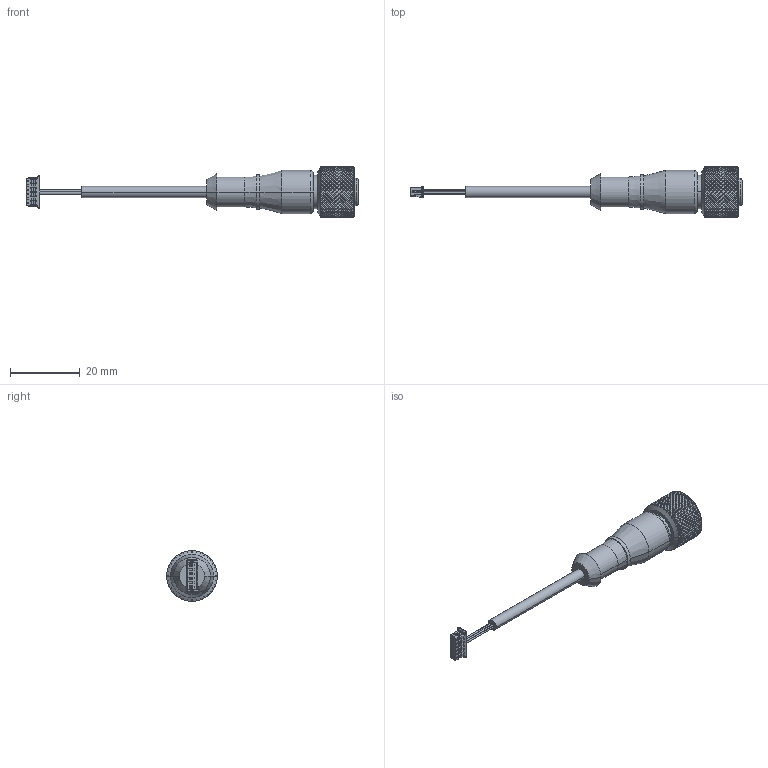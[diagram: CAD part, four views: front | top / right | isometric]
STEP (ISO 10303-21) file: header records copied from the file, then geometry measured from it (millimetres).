
FILE_DESCRIPTION((''),'2;1');
FILE_NAME('212606_ASM','2019-06-28T14:23:14',('pdmadmin'),('BANNER ENGINEERING'),'CREO PARAMETRIC BY PTC INC, 2018300','CREO PARAMETRIC BY PTC INC, 2018300','');
FILE_SCHEMA(('CONFIG_CONTROL_DESIGN'));
Length unit declared in the file: millimetre
Products named in the file (13): 134203; 134568; 145997_HSG; 306-00249; 307-00176; 145997_ASM; 134569; 153391_ASM; 29881_GENERIC_AF0; 211481_211295; 211481_211537_ASM; 211481_ASM; 212606_ASM
Assembly tree (15 placements, depth 5):
  212606_ASM
    211481_ASM
      153391_ASM
        134203
        134568
        145997_ASM
          145997_HSG
          306-00249  x4
          307-00176
        134569
      29881_GENERIC_AF0
      211481_211537_ASM
        211481_211295
Bounding box: 95.33 x 14.5 x 14.5 mm (x, y, z)
Volume: 3837.9 mm3; surface area: 5736.5 mm2
Topology: 11 solids, 11 shells, 4245 faces, 9263 edges, 5078 vertices
Faces by surface type: bspline 2557, cylinder 866, plane 771, torus 35, cone 14, sphere 2
Entity records: 211800 total; most frequent: CARTESIAN_POINT 144595, ORIENTED_EDGE 17788, EDGE_CURVE 8894, B_SPLINE_CURVE_WITH_KNOTS 6555, DIRECTION 6109, VERTEX_POINT 4856, EDGE_LOOP 4146, FACE_OUTER_BOUND 4092
